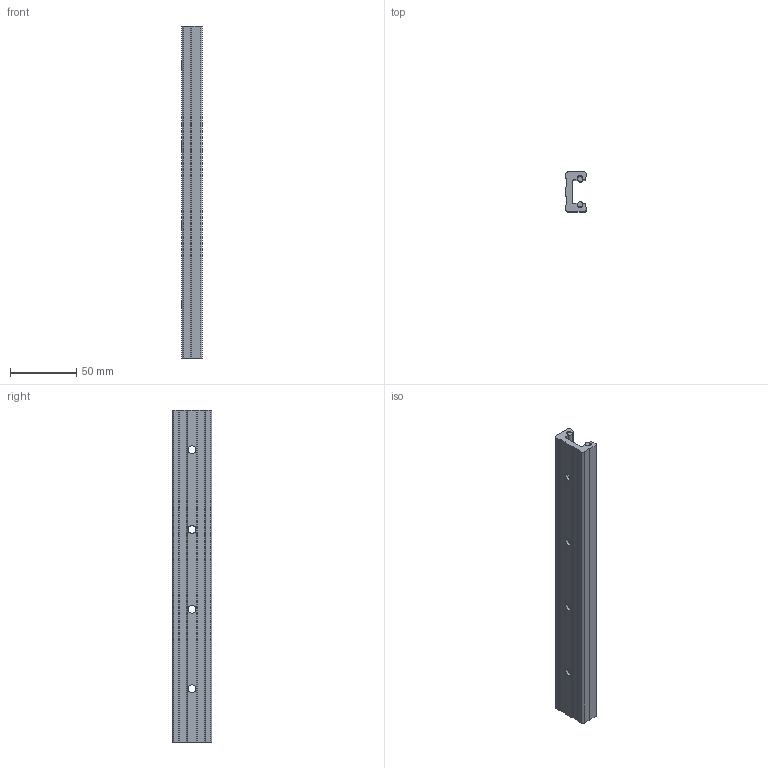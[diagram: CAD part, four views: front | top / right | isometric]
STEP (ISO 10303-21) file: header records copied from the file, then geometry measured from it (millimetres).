
FILE_DESCRIPTION (( 'STEP AP214' ), '1' );
FILE_NAME ('CRT_774D080251.step', '2022-11-08T19:28:08', ( '' ), ( '' ), 'SwSTEP 2.0', 'SolidWorks 2019', '' );
FILE_SCHEMA (( 'AUTOMOTIVE_DESIGN' ));
Length unit declared in the file: inch
Products named in the file (3): CRT_774D080251; oqn4lrQELb_CADModel_0
Assembly tree (1 placements, depth 2):
  CRT_774D080251
    oqn4lrQELb_CADModel_0
  oqn4lrQELb_CADModel_0
Bounding box: 15.79 x 30 x 250 mm (x, y, z)
Volume: 66137.6 mm3; surface area: 38320.3 mm2
Topology: 3 solids, 3 shells, 110 faces, 300 edges, 200 vertices
Faces by surface type: cylinder 62, plane 48
Entity records: 5085 total; most frequent: DIRECTION 654, CARTESIAN_POINT 615, ORIENTED_EDGE 600, EDGE_CURVE 300, AXIS2_PLACEMENT_3D 239, VERTEX_POINT 200, LINE 176, VECTOR 176
